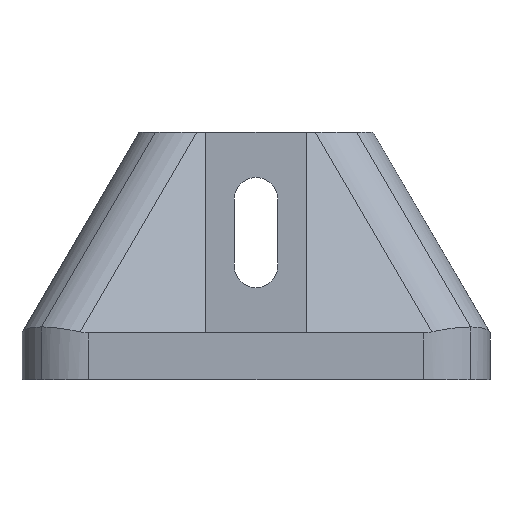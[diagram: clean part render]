
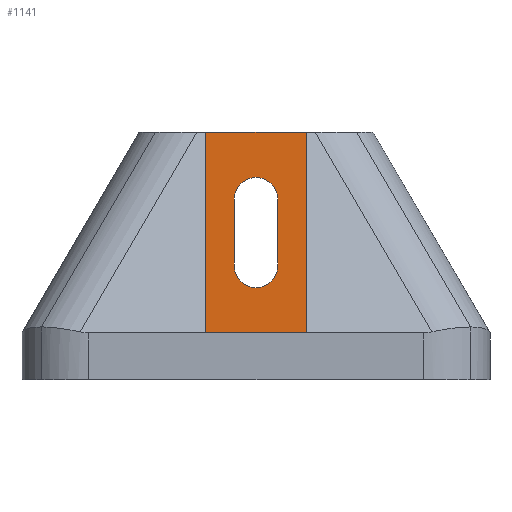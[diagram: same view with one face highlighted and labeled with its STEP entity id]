
A CAD part, left-side view. The second image highlights one B-rep face of the part: STEP entity #1141.
In plain terms, the highlighted planar face has unit normal (-1, 0, 0).
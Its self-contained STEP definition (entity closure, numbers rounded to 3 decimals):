
#24 = DIRECTION ( 'NONE',  ( 0., -1., 0. ) ) ;
#28 = EDGE_LOOP ( 'NONE', ( #1631, #961, #1759, #2349 ) ) ;
#33 = EDGE_CURVE ( 'NONE', #36, #1221, #1521, .T. ) ;
#36 = VERTEX_POINT ( 'NONE', #492 ) ;
#41 = EDGE_LOOP ( 'NONE', ( #1860, #2467, #2243, #764 ) ) ;
#97 = EDGE_CURVE ( 'NONE', #1599, #1415, #2172, .T. ) ;
#110 = DIRECTION ( 'NONE',  ( 0., -1., 0. ) ) ;
#138 = LINE ( 'NONE', #952, #909 ) ;
#253 = CARTESIAN_POINT ( 'NONE',  ( -17.5, 3.25, 32. ) ) ;
#285 = CARTESIAN_POINT ( 'NONE',  ( -17.5, 7.5, 37. ) ) ;
#310 = CARTESIAN_POINT ( 'NONE',  ( -17.5, 7.5, 37. ) ) ;
#365 = CARTESIAN_POINT ( 'NONE',  ( -17.5, -3.25, 17. ) ) ;
#374 = CARTESIAN_POINT ( 'NONE',  ( -17.5, 3.25, 27. ) ) ;
#426 = AXIS2_PLACEMENT_3D ( 'NONE', #960, #497, #110 ) ;
#487 = CARTESIAN_POINT ( 'NONE',  ( -17.5, -3.25, 27. ) ) ;
#492 = CARTESIAN_POINT ( 'NONE',  ( -17.5, -7.5, 37. ) ) ;
#497 = DIRECTION ( 'NONE',  ( 1., 0., 0. ) ) ;
#690 = CARTESIAN_POINT ( 'NONE',  ( -17.5, -7.5, 37. ) ) ;
#693 = VERTEX_POINT ( 'NONE', #487 ) ;
#764 = ORIENTED_EDGE ( 'NONE', *, *, #33, .F. ) ;
#797 = EDGE_CURVE ( 'NONE', #693, #1644, #138, .T. ) ;
#840 = EDGE_CURVE ( 'NONE', #1599, #36, #2088, .T. ) ;
#863 = DIRECTION ( 'NONE',  ( 1., 0., 0. ) ) ;
#909 = VECTOR ( 'NONE', #1460, 1000. ) ;
#942 = AXIS2_PLACEMENT_3D ( 'NONE', #310, #2226, #2397 ) ;
#952 = CARTESIAN_POINT ( 'NONE',  ( -17.5, -3.25, 27. ) ) ;
#960 = CARTESIAN_POINT ( 'NONE',  ( -17.5, 0., 17. ) ) ;
#961 = ORIENTED_EDGE ( 'NONE', *, *, #2396, .T. ) ;
#1017 = VECTOR ( 'NONE', #1778, 1000. ) ;
#1132 = VECTOR ( 'NONE', #2145, 1000. ) ;
#1134 = CIRCLE ( 'NONE', #426, 3.25 ) ;
#1141 = ADVANCED_FACE ( 'NONE', ( #2626, #2645 ), #1571, .F. ) ;
#1171 = EDGE_CURVE ( 'NONE', #1415, #1221, #1643, .T. ) ;
#1221 = VERTEX_POINT ( 'NONE', #1430 ) ;
#1372 = DIRECTION ( 'NONE',  ( 0., 0., -1. ) ) ;
#1391 = EDGE_CURVE ( 'NONE', #2138, #693, #2379, .T. ) ;
#1415 = VERTEX_POINT ( 'NONE', #2607 ) ;
#1430 = CARTESIAN_POINT ( 'NONE',  ( -17.5, -7.5, 7. ) ) ;
#1435 = EDGE_CURVE ( 'NONE', #2164, #2138, #2112, .T. ) ;
#1460 = DIRECTION ( 'NONE',  ( 0., 0., -1. ) ) ;
#1521 = LINE ( 'NONE', #690, #2441 ) ;
#1571 = PLANE ( 'NONE',  #942 ) ;
#1599 = VERTEX_POINT ( 'NONE', #2411 ) ;
#1631 = ORIENTED_EDGE ( 'NONE', *, *, #797, .T. ) ;
#1643 = LINE ( 'NONE', #2483, #1896 ) ;
#1644 = VERTEX_POINT ( 'NONE', #365 ) ;
#1663 = VECTOR ( 'NONE', #24, 1000. ) ;
#1674 = CARTESIAN_POINT ( 'NONE',  ( -17.5, 0., 27. ) ) ;
#1759 = ORIENTED_EDGE ( 'NONE', *, *, #1435, .T. ) ;
#1778 = DIRECTION ( 'NONE',  ( 0., 0., 1. ) ) ;
#1860 = ORIENTED_EDGE ( 'NONE', *, *, #840, .F. ) ;
#1878 = CARTESIAN_POINT ( 'NONE',  ( -17.5, 17.5, 37. ) ) ;
#1896 = VECTOR ( 'NONE', #2670, 1000. ) ;
#2063 = AXIS2_PLACEMENT_3D ( 'NONE', #1674, #863, #2541 ) ;
#2088 = LINE ( 'NONE', #1878, #1663 ) ;
#2112 = LINE ( 'NONE', #253, #1017 ) ;
#2138 = VERTEX_POINT ( 'NONE', #374 ) ;
#2145 = DIRECTION ( 'NONE',  ( 0., 0., -1. ) ) ;
#2164 = VERTEX_POINT ( 'NONE', #2486 ) ;
#2172 = LINE ( 'NONE', #285, #1132 ) ;
#2226 = DIRECTION ( 'NONE',  ( 1., 0., 0. ) ) ;
#2243 = ORIENTED_EDGE ( 'NONE', *, *, #1171, .T. ) ;
#2349 = ORIENTED_EDGE ( 'NONE', *, *, #1391, .T. ) ;
#2379 = CIRCLE ( 'NONE', #2063, 3.25 ) ;
#2396 = EDGE_CURVE ( 'NONE', #1644, #2164, #1134, .T. ) ;
#2397 = DIRECTION ( 'NONE',  ( 0., 1., 0. ) ) ;
#2411 = CARTESIAN_POINT ( 'NONE',  ( -17.5, 7.5, 37. ) ) ;
#2441 = VECTOR ( 'NONE', #1372, 1000. ) ;
#2467 = ORIENTED_EDGE ( 'NONE', *, *, #97, .T. ) ;
#2483 = CARTESIAN_POINT ( 'NONE',  ( -17.5, -7.5, 7. ) ) ;
#2486 = CARTESIAN_POINT ( 'NONE',  ( -17.5, 3.25, 17. ) ) ;
#2541 = DIRECTION ( 'NONE',  ( 0., 1., 0. ) ) ;
#2607 = CARTESIAN_POINT ( 'NONE',  ( -17.5, 7.5, 7. ) ) ;
#2626 = FACE_BOUND ( 'NONE', #28, .T. ) ;
#2645 = FACE_OUTER_BOUND ( 'NONE', #41, .T. ) ;
#2670 = DIRECTION ( 'NONE',  ( 0., -1., 0. ) ) ;
